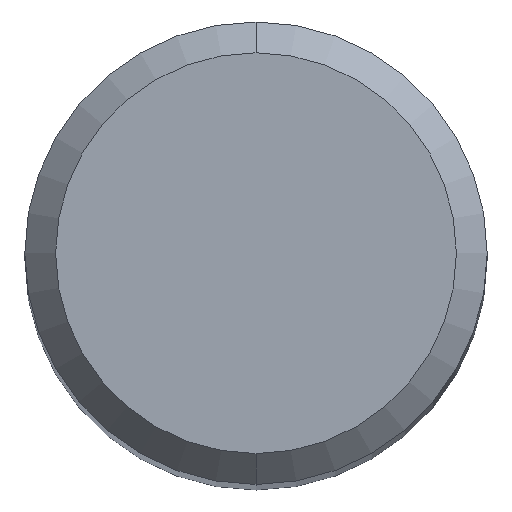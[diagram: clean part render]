
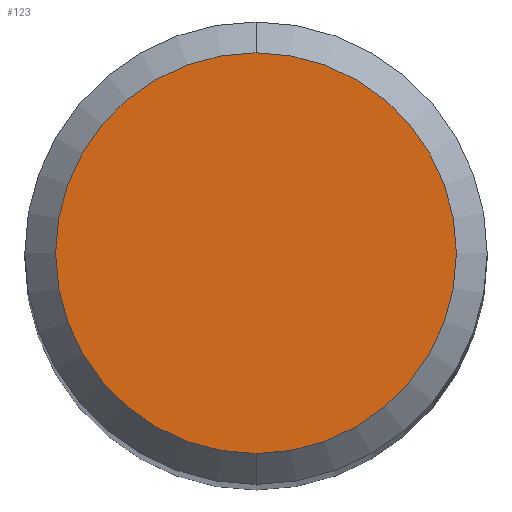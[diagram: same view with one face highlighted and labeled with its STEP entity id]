
A CAD part, top view. The second image highlights one B-rep face of the part: STEP entity #123.
In plain terms, the highlighted planar face has unit normal (0, 0, 1).
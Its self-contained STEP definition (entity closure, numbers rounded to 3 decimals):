
#101=VERTEX_POINT('',#253);
#123=ADVANCED_FACE('',(#277),#278,.T.);
#127=EDGE_CURVE('',#205,#101,#283,.T.);
#197=EDGE_CURVE('',#101,#205,#361,.T.);
#205=VERTEX_POINT('',#369);
#253=CARTESIAN_POINT('',(0.0,2.6,0.0));
#277=FACE_OUTER_BOUND('',#442,.T.);
#278=PLANE('',#443);
#283=CIRCLE('',#449,2.6);
#361=CIRCLE('',#549,2.6);
#369=CARTESIAN_POINT('',(0.,-2.6,0.0));
#442=EDGE_LOOP('',(#629,#630));
#443=AXIS2_PLACEMENT_3D('',#631,#632,#633);
#449=AXIS2_PLACEMENT_3D('',#642,#643,#644);
#549=AXIS2_PLACEMENT_3D('',#743,#744,#745);
#629=ORIENTED_EDGE('',*,*,#197,.F.);
#630=ORIENTED_EDGE('',*,*,#127,.F.);
#631=CARTESIAN_POINT('',(0.0,1.3,0.0));
#632=DIRECTION('',(-0.0,0.0,1.0));
#633=DIRECTION('',(0.0,-1.0,0.0));
#642=CARTESIAN_POINT('',(0.0,0.0,0.0));
#643=DIRECTION('',(0.0,0.0,-1.0));
#644=DIRECTION('',(0.0,1.0,0.0));
#743=CARTESIAN_POINT('',(0.0,0.0,0.0));
#744=DIRECTION('',(0.0,0.0,-1.0));
#745=DIRECTION('',(0.0,1.0,0.0));
